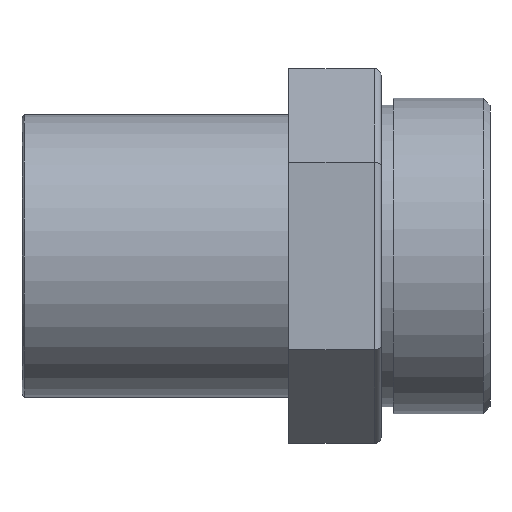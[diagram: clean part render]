
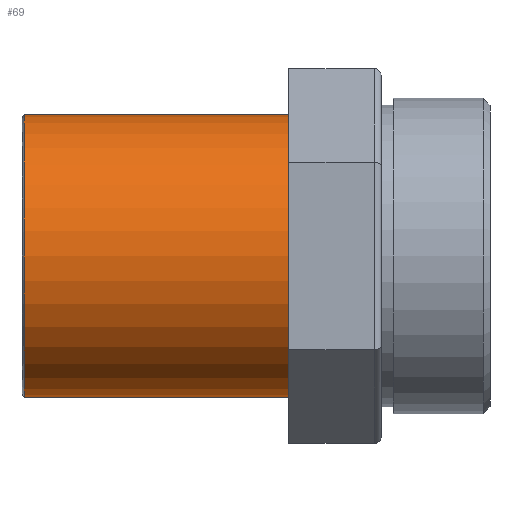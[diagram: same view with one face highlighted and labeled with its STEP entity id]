
A CAD part, front view. The second image highlights one B-rep face of the part: STEP entity #69.
In plain terms, the highlighted cylindrical face has radius 60.99 mm (diameter 121.979 mm), a partial arc.
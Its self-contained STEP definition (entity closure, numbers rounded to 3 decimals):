
#25 = EDGE_CURVE ( 'NONE', #670, #664, #137, .T. ) ;
#32 = EDGE_CURVE ( 'NONE', #668, #671, #161, .T. ) ;
#46 = EDGE_CURVE ( 'NONE', #670, #668, #551, .T. ) ;
#69 = ADVANCED_FACE ( 'NONE', ( #291 ), #290, .T. ) ;
#89 = EDGE_CURVE ( 'NONE', #664, #671, #595, .T. ) ;
#120 = CARTESIAN_POINT ( 'NONE',  ( -100., 0., -60.99 ) ) ;
#130 = DIRECTION ( 'NONE',  ( -1., 0., 0. ) ) ;
#133 = CARTESIAN_POINT ( 'NONE',  ( -100., 0., 60.99 ) ) ;
#137 = LINE ( 'NONE', #133, #517 ) ;
#140 = CARTESIAN_POINT ( 'NONE',  ( 15., 0., 0. ) ) ;
#161 = LINE ( 'NONE', #120, #526 ) ;
#171 = DIRECTION ( 'NONE',  ( -1., 0., 0. ) ) ;
#205 = DIRECTION ( 'NONE',  ( 1., 0., 0. ) ) ;
#215 = DIRECTION ( 'NONE',  ( 0., 0., 1. ) ) ;
#285 = CARTESIAN_POINT ( 'NONE',  ( -100., 0., 0. ) ) ;
#288 = DIRECTION ( 'NONE',  ( -1., 0., 0. ) ) ;
#290 = CYLINDRICAL_SURFACE ( 'NONE', #579, 60.99 ) ;
#291 = FACE_OUTER_BOUND ( 'NONE', #854, .T. ) ;
#293 = DIRECTION ( 'NONE',  ( 0., 0., 1. ) ) ;
#380 = CARTESIAN_POINT ( 'NONE',  ( -99., 0., 0. ) ) ;
#381 = DIRECTION ( 'NONE',  ( 1., 0., 0. ) ) ;
#382 = DIRECTION ( 'NONE',  ( 0., 0., 1. ) ) ;
#443 = CARTESIAN_POINT ( 'NONE',  ( -99., 0., 60.99 ) ) ;
#452 = CARTESIAN_POINT ( 'NONE',  ( 15., 0., 60.99 ) ) ;
#455 = CARTESIAN_POINT ( 'NONE',  ( 15., 0., -60.99 ) ) ;
#457 = CARTESIAN_POINT ( 'NONE',  ( -99., 0., -60.99 ) ) ;
#517 = VECTOR ( 'NONE', #130, 1000. ) ;
#526 = VECTOR ( 'NONE', #171, 1000. ) ;
#551 = CIRCLE ( 'NONE', #554, 60.99 ) ;
#554 = AXIS2_PLACEMENT_3D ( 'NONE', #140, #205, #215 ) ;
#579 = AXIS2_PLACEMENT_3D ( 'NONE', #285, #288, #293 ) ;
#595 = CIRCLE ( 'NONE', #596, 60.99 ) ;
#596 = AXIS2_PLACEMENT_3D ( 'NONE', #380, #381, #382 ) ;
#664 = VERTEX_POINT ( 'NONE', #443 ) ;
#668 = VERTEX_POINT ( 'NONE', #455 ) ;
#670 = VERTEX_POINT ( 'NONE', #452 ) ;
#671 = VERTEX_POINT ( 'NONE', #457 ) ;
#804 = ORIENTED_EDGE ( 'NONE', *, *, #32, .F. ) ;
#805 = ORIENTED_EDGE ( 'NONE', *, *, #46, .F. ) ;
#806 = ORIENTED_EDGE ( 'NONE', *, *, #25, .T. ) ;
#807 = ORIENTED_EDGE ( 'NONE', *, *, #89, .T. ) ;
#854 = EDGE_LOOP ( 'NONE', ( #804, #805, #806, #807 ) ) ;
